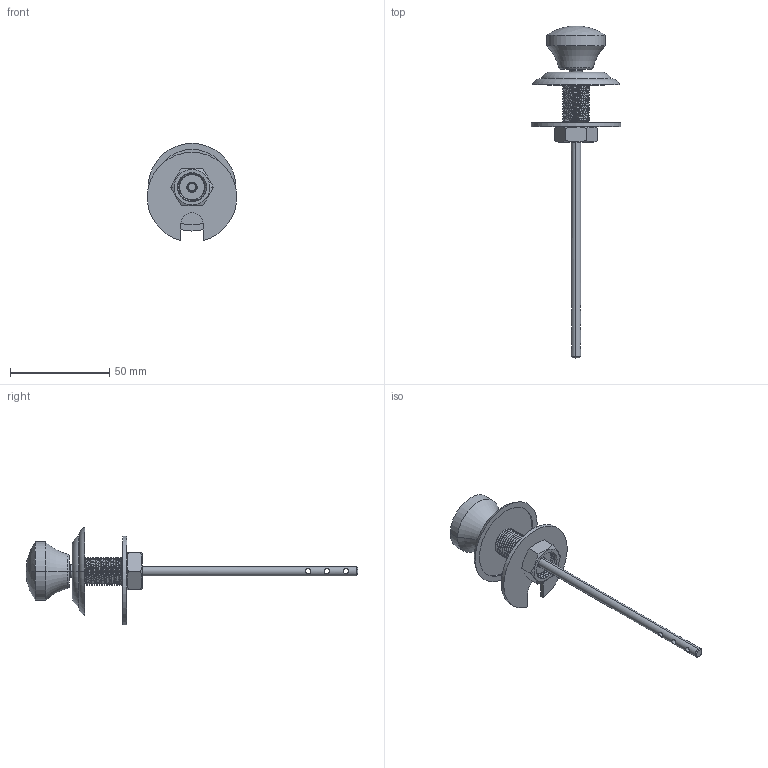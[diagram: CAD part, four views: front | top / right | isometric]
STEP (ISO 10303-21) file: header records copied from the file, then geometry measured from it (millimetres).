
FILE_DESCRIPTION((''),'2;1');
FILE_NAME('501-1_WEB','2010-10-27T',('ramkumar'),(''),'PRO/ENGINEER BY PARAMETRIC TECHNOLOGY CORPORATION, 2009300','PRO/ENGINEER BY PARAMETRIC TECHNOLOGY CORPORATION, 2009300','');
FILE_SCHEMA(('CONFIG_CONTROL_DESIGN'));
Length unit declared in the file: inch
Products named in the file (1): 501-1_WEB
Bounding box: 45.18 x 167.39 x 49.03 mm (x, y, z)
Surface area: 13745 mm2 (no closed solid volume)
Topology: 0 solids, 8 shells, 145 faces, 409 edges, 273 vertices
Faces by surface type: cylinder 81, bspline 21, plane 19, torus 12, cone 12
Entity records: 14173 total; most frequent: CARTESIAN_POINT 10843, ORIENTED_EDGE 716, DIRECTION 534, EDGE_CURVE 407, VERTEX_POINT 273, AXIS2_PLACEMENT_3D 205, B_SPLINE_CURVE_WITH_KNOTS 202, EDGE_LOOP 161
